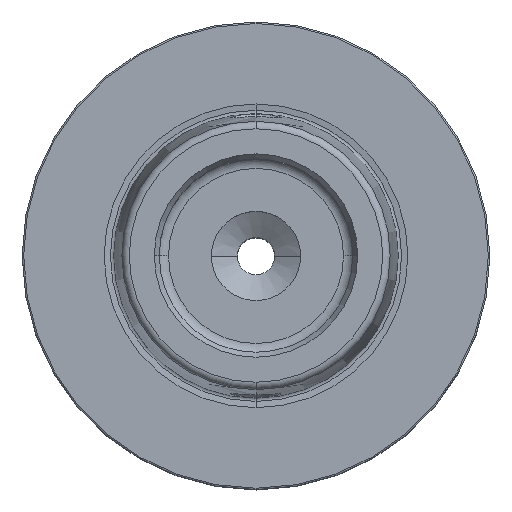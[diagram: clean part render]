
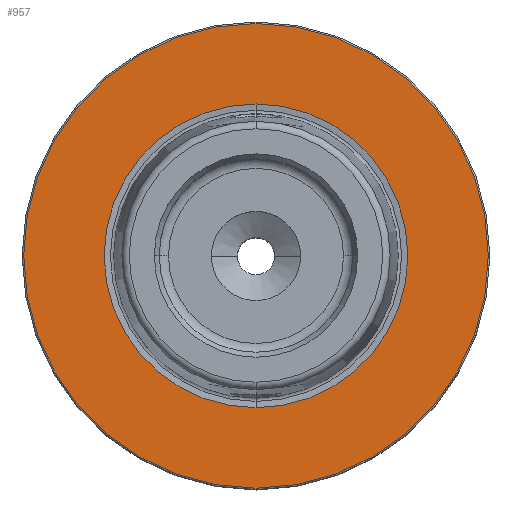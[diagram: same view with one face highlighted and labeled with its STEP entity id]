
A CAD part, top view. The second image highlights one B-rep face of the part: STEP entity #957.
In plain terms, the highlighted planar face has unit normal (0, 0, 1).
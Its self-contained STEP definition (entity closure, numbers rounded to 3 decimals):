
#127 = CARTESIAN_POINT ( 'NONE',  ( 0., 0., 0. ) ) ;
#260 = DIRECTION ( 'NONE',  ( 0., 0., -1. ) ) ;
#261 = CIRCLE ( 'NONE', #2280, 20.434 ) ;
#278 = EDGE_LOOP ( 'NONE', ( #3055, #436 ) ) ;
#283 = CARTESIAN_POINT ( 'NONE',  ( 0., 0., 0. ) ) ;
#436 = ORIENTED_EDGE ( 'NONE', *, *, #1188, .T. ) ;
#537 = DIRECTION ( 'NONE',  ( 0., -1., 0. ) ) ;
#716 = FACE_BOUND ( 'NONE', #2648, .T. ) ;
#817 = CARTESIAN_POINT ( 'NONE',  ( 0., 0., 0. ) ) ;
#893 = DIRECTION ( 'NONE',  ( 0., 1., 0. ) ) ;
#909 = CARTESIAN_POINT ( 'NONE',  ( 0., 0., 0. ) ) ;
#930 = CARTESIAN_POINT ( 'NONE',  ( 0., -31.27, 0. ) ) ;
#957 = ADVANCED_FACE ( 'NONE', ( #3983, #716 ), #2684, .T. ) ;
#1002 = DIRECTION ( 'NONE',  ( 0., 0., 1. ) ) ;
#1012 = DIRECTION ( 'NONE',  ( 0., -1., 0. ) ) ;
#1081 = CIRCLE ( 'NONE', #3325, 31.27 ) ;
#1188 = EDGE_CURVE ( 'NONE', #3188, #3359, #2033, .T. ) ;
#1444 = CIRCLE ( 'NONE', #1799, 20.434 ) ;
#1481 = ORIENTED_EDGE ( 'NONE', *, *, #2449, .T. ) ;
#1799 = AXIS2_PLACEMENT_3D ( 'NONE', #909, #3916, #3289 ) ;
#2033 = CIRCLE ( 'NONE', #3520, 31.27 ) ;
#2045 = CARTESIAN_POINT ( 'NONE',  ( 0., 31.47, 0. ) ) ;
#2078 = ORIENTED_EDGE ( 'NONE', *, *, #2503, .T. ) ;
#2111 = DIRECTION ( 'NONE',  ( 0., 0., 1. ) ) ;
#2228 = CARTESIAN_POINT ( 'NONE',  ( 0., -20.434, 0. ) ) ;
#2280 = AXIS2_PLACEMENT_3D ( 'NONE', #283, #260, #893 ) ;
#2449 = EDGE_CURVE ( 'NONE', #3540, #3626, #1444, .T. ) ;
#2503 = EDGE_CURVE ( 'NONE', #3626, #3540, #261, .T. ) ;
#2648 = EDGE_LOOP ( 'NONE', ( #1481, #2078 ) ) ;
#2684 = PLANE ( 'NONE',  #3941 ) ;
#2984 = DIRECTION ( 'NONE',  ( 0., 0., 1. ) ) ;
#3055 = ORIENTED_EDGE ( 'NONE', *, *, #4112, .T. ) ;
#3149 = CARTESIAN_POINT ( 'NONE',  ( 0., 31.27, 0. ) ) ;
#3188 = VERTEX_POINT ( 'NONE', #3149 ) ;
#3289 = DIRECTION ( 'NONE',  ( 0., 1., 0. ) ) ;
#3325 = AXIS2_PLACEMENT_3D ( 'NONE', #127, #2111, #537 ) ;
#3359 = VERTEX_POINT ( 'NONE', #930 ) ;
#3520 = AXIS2_PLACEMENT_3D ( 'NONE', #817, #2984, #1012 ) ;
#3540 = VERTEX_POINT ( 'NONE', #2228 ) ;
#3626 = VERTEX_POINT ( 'NONE', #4115 ) ;
#3679 = DIRECTION ( 'NONE',  ( 0., -1., 0. ) ) ;
#3916 = DIRECTION ( 'NONE',  ( 0., 0., -1. ) ) ;
#3941 = AXIS2_PLACEMENT_3D ( 'NONE', #2045, #1002, #3679 ) ;
#3983 = FACE_OUTER_BOUND ( 'NONE', #278, .T. ) ;
#4112 = EDGE_CURVE ( 'NONE', #3359, #3188, #1081, .T. ) ;
#4115 = CARTESIAN_POINT ( 'NONE',  ( 0., 20.434, 0. ) ) ;
